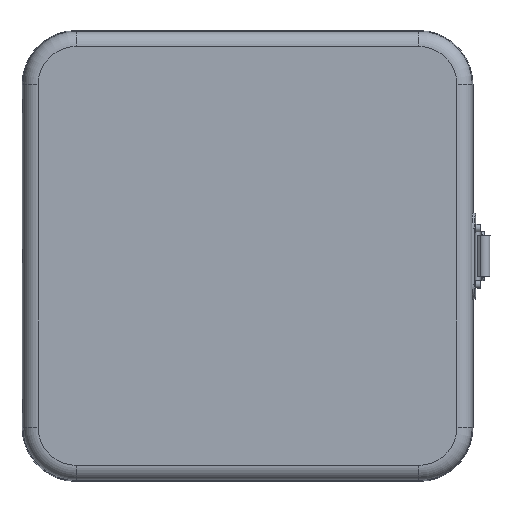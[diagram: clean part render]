
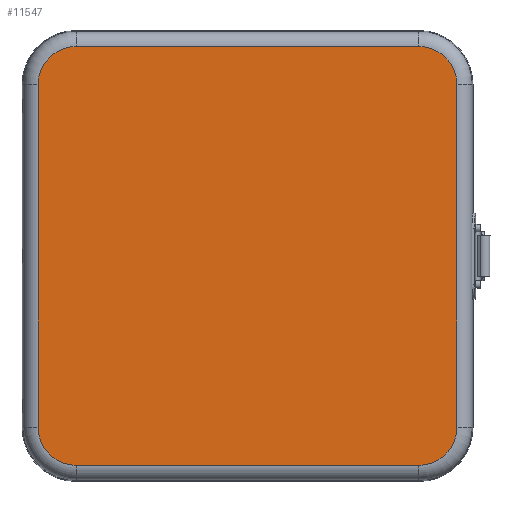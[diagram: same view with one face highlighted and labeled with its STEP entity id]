
A CAD part, top view. The second image highlights one B-rep face of the part: STEP entity #11547.
In plain terms, the highlighted planar face has unit normal (0, 0, 1).
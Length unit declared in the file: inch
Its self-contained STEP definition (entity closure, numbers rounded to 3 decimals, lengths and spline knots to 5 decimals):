
#719=LINE('',#20857,#1515);
#721=LINE('',#20877,#1517);
#724=LINE('',#20884,#1520);
#726=LINE('',#20899,#1522);
#1515=VECTOR('',#15218,5.713);
#1517=VECTOR('',#15242,5.713);
#1520=VECTOR('',#15249,5.713);
#1522=VECTOR('',#15269,5.713);
#2126=PLANE('',#12904);
#2631=CIRCLE('',#12879,0.63807);
#2635=CIRCLE('',#12884,0.63807);
#2639=CIRCLE('',#12891,0.63807);
#2643=CIRCLE('',#12896,0.63807);
#3544=FACE_OUTER_BOUND('',#4316,.T.);
#4316=EDGE_LOOP('',(#9101,#9102,#9103,#9104,#9105,#9106,#9107,#9108));
#5385=VERTEX_POINT('',#20854);
#5386=VERTEX_POINT('',#20856);
#5389=VERTEX_POINT('',#20863);
#5390=VERTEX_POINT('',#20868);
#5393=VERTEX_POINT('',#20875);
#5394=VERTEX_POINT('',#20880);
#5397=VERTEX_POINT('',#20887);
#5398=VERTEX_POINT('',#20892);
#6736=EDGE_CURVE('',#5385,#5386,#719,.T.);
#6740=EDGE_CURVE('',#5389,#5385,#2631,.T.);
#6744=EDGE_CURVE('',#5386,#5390,#2635,.T.);
#6746=EDGE_CURVE('',#5393,#5389,#721,.T.);
#6750=EDGE_CURVE('',#5390,#5394,#724,.T.);
#6752=EDGE_CURVE('',#5397,#5393,#2639,.T.);
#6756=EDGE_CURVE('',#5394,#5398,#2643,.T.);
#6758=EDGE_CURVE('',#5398,#5397,#726,.T.);
#9101=ORIENTED_EDGE('',*,*,#6736,.F.);
#9102=ORIENTED_EDGE('',*,*,#6740,.F.);
#9103=ORIENTED_EDGE('',*,*,#6746,.F.);
#9104=ORIENTED_EDGE('',*,*,#6752,.F.);
#9105=ORIENTED_EDGE('',*,*,#6758,.F.);
#9106=ORIENTED_EDGE('',*,*,#6756,.F.);
#9107=ORIENTED_EDGE('',*,*,#6750,.F.);
#9108=ORIENTED_EDGE('',*,*,#6744,.F.);
#11547=ADVANCED_FACE('',(#3544),#2126,.T.);
#12879=AXIS2_PLACEMENT_3D('',#20865,#15226,#15227);
#12884=AXIS2_PLACEMENT_3D('',#20872,#15236,#15237);
#12891=AXIS2_PLACEMENT_3D('',#20889,#15254,#15255);
#12896=AXIS2_PLACEMENT_3D('',#20896,#15264,#15265);
#12904=AXIS2_PLACEMENT_3D('',#20918,#15289,#15290);
#15218=DIRECTION('',(1.,0.,0.));
#15226=DIRECTION('center_axis',(0.,0.,-1.));
#15227=DIRECTION('ref_axis',(-0.707,0.707,0.));
#15236=DIRECTION('center_axis',(0.,0.,-1.));
#15237=DIRECTION('ref_axis',(0.707,0.707,0.));
#15242=DIRECTION('',(0.,1.,0.));
#15249=DIRECTION('',(0.,-1.,0.));
#15254=DIRECTION('center_axis',(0.,0.,-1.));
#15255=DIRECTION('ref_axis',(-0.707,-0.707,0.));
#15264=DIRECTION('center_axis',(0.,0.,-1.));
#15265=DIRECTION('ref_axis',(0.707,-0.707,0.));
#15269=DIRECTION('',(-1.,0.,0.));
#15289=DIRECTION('center_axis',(0.,0.,1.));
#15290=DIRECTION('ref_axis',(1.,0.,0.));
#20854=CARTESIAN_POINT('',(-2.8565,3.49457,0.76));
#20856=CARTESIAN_POINT('',(2.8565,3.49457,0.76));
#20857=CARTESIAN_POINT('',(-1.42825,3.49457,0.76));
#20863=CARTESIAN_POINT('',(-3.49457,2.8565,0.76));
#20865=CARTESIAN_POINT('Origin',(-2.8565,2.8565,0.76));
#20868=CARTESIAN_POINT('',(3.49457,2.8565,0.76));
#20872=CARTESIAN_POINT('Origin',(2.8565,2.8565,0.76));
#20875=CARTESIAN_POINT('',(-3.49457,-2.8565,0.76));
#20877=CARTESIAN_POINT('',(-3.49457,-1.42825,0.76));
#20880=CARTESIAN_POINT('',(3.49457,-2.8565,0.76));
#20884=CARTESIAN_POINT('',(3.49457,1.42825,0.76));
#20887=CARTESIAN_POINT('',(-2.8565,-3.49457,0.76));
#20889=CARTESIAN_POINT('Origin',(-2.8565,-2.8565,0.76));
#20892=CARTESIAN_POINT('',(2.8565,-3.49457,0.76));
#20896=CARTESIAN_POINT('Origin',(2.8565,-2.8565,0.76));
#20899=CARTESIAN_POINT('',(1.42825,-3.49457,0.76));
#20918=CARTESIAN_POINT('Origin',(0.,0.,0.76));
